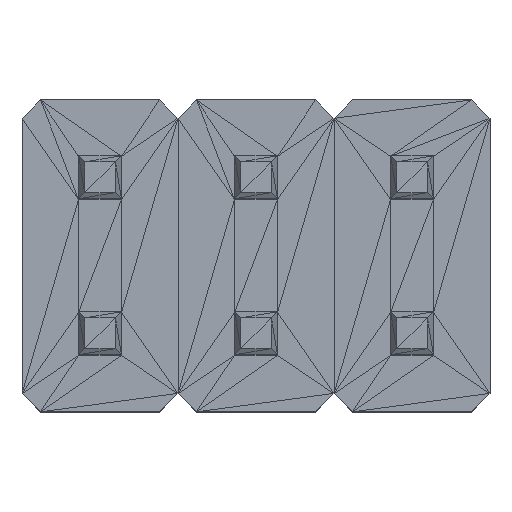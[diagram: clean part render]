
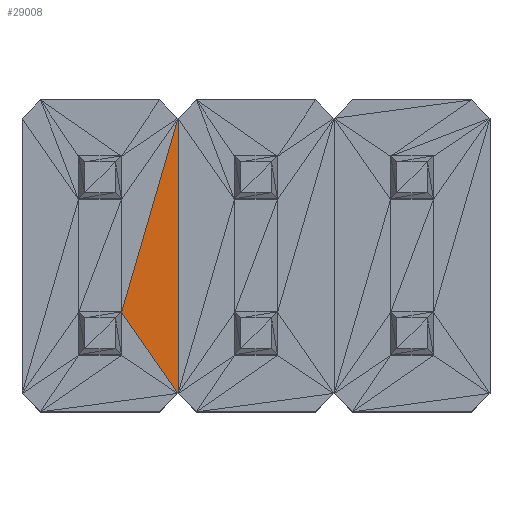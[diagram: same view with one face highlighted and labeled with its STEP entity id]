
A CAD part, top view. The second image highlights one B-rep face of the part: STEP entity #29008.
In plain terms, the highlighted planar face has unit normal (0, 0, 1).
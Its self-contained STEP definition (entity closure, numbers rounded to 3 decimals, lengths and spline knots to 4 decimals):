
#11=DIRECTION('',(0.0,0.0,1.0));
#27214=CARTESIAN_POINT('',(1.27,-3.51,2.5));
#27215=VERTEX_POINT('',#27214);
#27242=CARTESIAN_POINT('',(1.27,0.97,2.5));
#27243=VERTEX_POINT('',#27242);
#27322=CARTESIAN_POINT('',(0.35,-2.19,2.5));
#27323=VERTEX_POINT('',#27322);
#27981=DIRECTION('',(0.0,1.0,0.0));
#27982=VECTOR('',#27981,1000.0);
#27983=LINE('',#27214,#27982);
#27984=EDGE_CURVE('',#27215,#27243,#27983,.T.);
#27988=ORIENTED_EDGE('',*,*,#27984,.T.);
#28016=DIRECTION('',(0.28,0.96,0.0));
#28017=VECTOR('',#28016,1000.0);
#28040=DIRECTION('',(0.572,-0.82,0.0));
#28147=VECTOR('',#28040,1000.0);
#28153=DIRECTION('',(-0.28,-0.96,0.0));
#28990=LINE('',#27322,#28017);
#28991=EDGE_CURVE('',#27323,#27243,#28990,.T.);
#29000=LINE('',#27322,#28147);
#29001=EDGE_CURVE('',#27323,#27215,#29000,.T.);
#29002=ORIENTED_EDGE('',*,*,#28991,.F.);
#29003=ORIENTED_EDGE('',*,*,#29001,.T.);
#29004=AXIS2_PLACEMENT_3D('',#27242,#11,#28153);
#29005=PLANE('',#29004);
#29006=EDGE_LOOP('',(#29002,#29003,#27988));
#29007=FACE_BOUND('',#29006,.T.);
#29008=ADVANCED_FACE('',(#29007),#29005,.T.);
